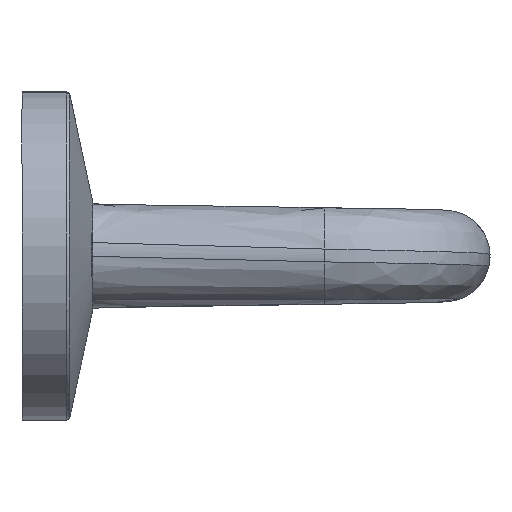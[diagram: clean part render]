
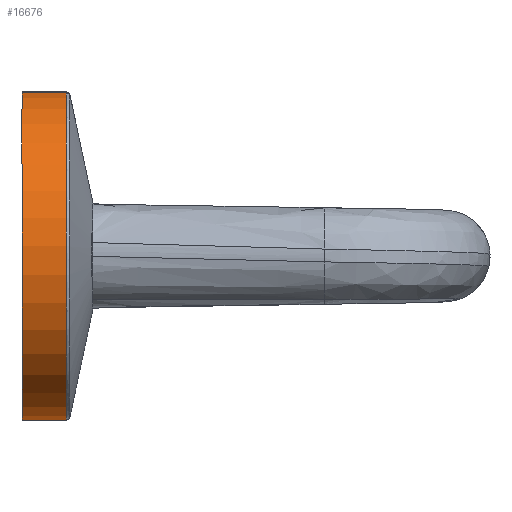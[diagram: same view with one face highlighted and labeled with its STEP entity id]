
A CAD part, front view. The second image highlights one B-rep face of the part: STEP entity #16676.
In plain terms, the highlighted cylindrical face has radius 27.4 mm (diameter 54.8 mm), a partial arc.
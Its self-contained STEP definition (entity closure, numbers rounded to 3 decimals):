
#16436=CARTESIAN_POINT(' ',(0.,-11.882,0.));
#16441=DIRECTION(' ',(0.,-1.,0.));
#16446=DIRECTION(' ',(0.,0.,-1.));
#16451=AXIS2_PLACEMENT_3D(' ',#16436,#16441,#16446);
#16456=CIRCLE('',#16451,27.4);
#16461=CARTESIAN_POINT(' ',(0.,-11.882,-27.4));
#16462=VERTEX_POINT(' ',#16461);
#16466=CARTESIAN_POINT(' ',(0.,-11.882,27.4));
#16467=VERTEX_POINT(' ',#16466);
#16471=EDGE_CURVE(' ',#16462,#16467,#16456,.T.);
#16531=CARTESIAN_POINT(' ',(0.,-5.941,0.));
#16536=DIRECTION(' ',(0.,-1.,0.));
#16541=DIRECTION(' ',(0.,0.,-1.));
#16546=AXIS2_PLACEMENT_3D(' ',#16531,#16536,#16541);
#16551=CYLINDRICAL_SURFACE(' ',#16546,27.4);
#16556=ORIENTED_EDGE(' ',*,*,#16471,.F.);
#16561=CARTESIAN_POINT(' ',(0.,-11.882,-27.4));
#16566=DIRECTION(' ',(0.,1.,0.));
#16571=VECTOR(' ',#16566,1.);
#16576=LINE('',#16561,#16571);
#16581=CARTESIAN_POINT(' ',(0.,-4.482,-27.4));
#16582=VERTEX_POINT(' ',#16581);
#16586=EDGE_CURVE(' ',#16462,#16582,#16576,.T.);
#16591=ORIENTED_EDGE(' ',*,*,#16586,.T.);
#16596=CARTESIAN_POINT(' ',(0.,-4.482,0.));
#16601=DIRECTION(' ',(0.,-1.,0.));
#16606=DIRECTION(' ',(0.,0.,-1.));
#16611=AXIS2_PLACEMENT_3D(' ',#16596,#16601,#16606);
#16616=CIRCLE('',#16611,27.4);
#16621=CARTESIAN_POINT(' ',(0.,-4.482,27.4));
#16622=VERTEX_POINT(' ',#16621);
#16626=EDGE_CURVE(' ',#16582,#16622,#16616,.T.);
#16631=ORIENTED_EDGE(' ',*,*,#16626,.T.);
#16636=CARTESIAN_POINT(' ',(0.,-11.882,27.4));
#16641=DIRECTION(' ',(0.,1.,0.));
#16646=VECTOR(' ',#16641,1.);
#16651=LINE('',#16636,#16646);
#16656=EDGE_CURVE(' ',#16467,#16622,#16651,.T.);
#16661=ORIENTED_EDGE(' ',*,*,#16656,.F.);
#16666=EDGE_LOOP(' ',(#16556,#16591,#16631,#16661));
#16671=FACE_OUTER_BOUND(' ',#16666,.T.);
#16676=ADVANCED_FACE('',(#16671),#16551,.T.);
